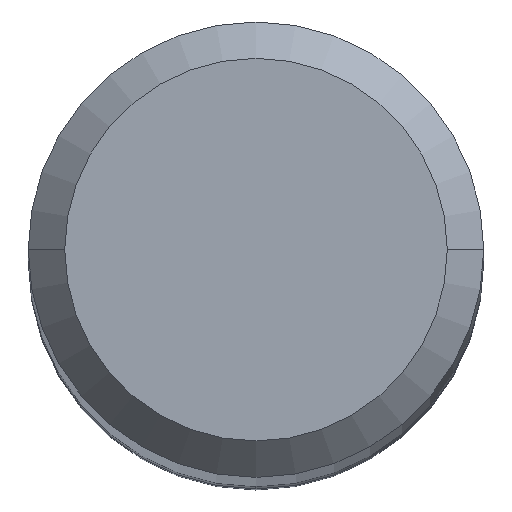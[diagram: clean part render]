
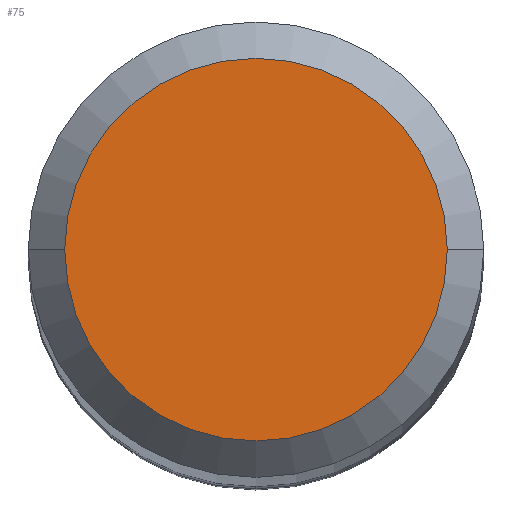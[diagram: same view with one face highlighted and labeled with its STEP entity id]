
A CAD part, top view. The second image highlights one B-rep face of the part: STEP entity #75.
In plain terms, the highlighted planar face has unit normal (0, 0, 1).
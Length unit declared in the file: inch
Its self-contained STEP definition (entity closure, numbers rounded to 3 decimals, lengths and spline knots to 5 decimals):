
#6 = EDGE_LOOP ( 'NONE', ( #233, #529 ) ) ;
#11 = EDGE_CURVE ( 'NONE', #224, #275, #52, .T. ) ;
#17 = AXIS2_PLACEMENT_3D ( 'NONE', #156, #325, #409 ) ;
#34 = FACE_OUTER_BOUND ( 'NONE', #6, .T. ) ;
#44 = CARTESIAN_POINT ( 'NONE',  ( -0.105, 0., 0. ) ) ;
#52 = CIRCLE ( 'NONE', #17, 0.105 ) ;
#75 = ADVANCED_FACE ( 'NONE', ( #34 ), #502, .F. ) ;
#123 = CARTESIAN_POINT ( 'NONE',  ( 0., 0.105, 0. ) ) ;
#156 = CARTESIAN_POINT ( 'NONE',  ( 0., 0., 0. ) ) ;
#164 = EDGE_CURVE ( 'NONE', #275, #224, #207, .T. ) ;
#176 = DIRECTION ( 'NONE',  ( 1., 0., 0. ) ) ;
#207 = CIRCLE ( 'NONE', #553, 0.105 ) ;
#224 = VERTEX_POINT ( 'NONE', #255 ) ;
#225 = CARTESIAN_POINT ( 'NONE',  ( 0., 0., 0. ) ) ;
#233 = ORIENTED_EDGE ( 'NONE', *, *, #164, .T. ) ;
#254 = DIRECTION ( 'NONE',  ( -1., 0., 0. ) ) ;
#255 = CARTESIAN_POINT ( 'NONE',  ( 0.105, 0., 0. ) ) ;
#259 = DIRECTION ( 'NONE',  ( 0., 0., 1. ) ) ;
#275 = VERTEX_POINT ( 'NONE', #44 ) ;
#325 = DIRECTION ( 'NONE',  ( 0., 0., 1. ) ) ;
#409 = DIRECTION ( 'NONE',  ( 1., 0., 0. ) ) ;
#454 = AXIS2_PLACEMENT_3D ( 'NONE', #123, #463, #254 ) ;
#463 = DIRECTION ( 'NONE',  ( 0., 0., -1. ) ) ;
#502 = PLANE ( 'NONE',  #454 ) ;
#529 = ORIENTED_EDGE ( 'NONE', *, *, #11, .T. ) ;
#553 = AXIS2_PLACEMENT_3D ( 'NONE', #225, #259, #176 ) ;
